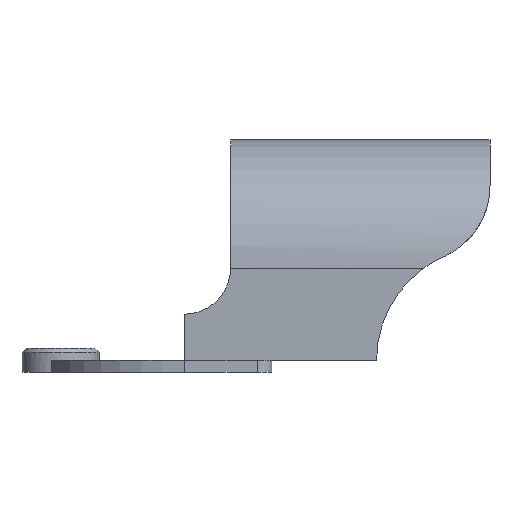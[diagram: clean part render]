
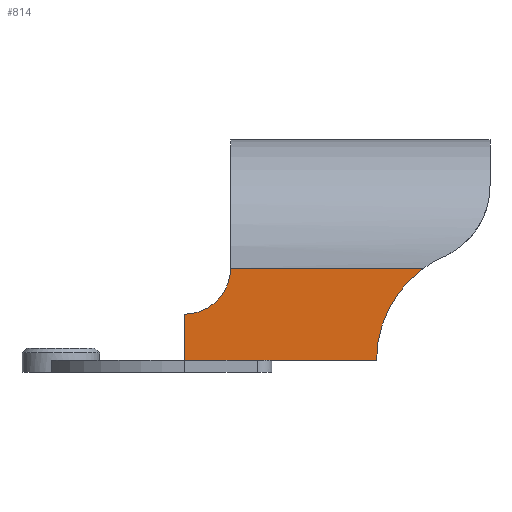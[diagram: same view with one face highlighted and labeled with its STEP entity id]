
A CAD part, left-side view. The second image highlights one B-rep face of the part: STEP entity #814.
In plain terms, the highlighted planar face has unit normal (-1, 0, 0).
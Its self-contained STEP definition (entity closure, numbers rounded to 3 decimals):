
#413 = VERTEX_POINT('',#414);
#414 = CARTESIAN_POINT('',(-53.,-35.691,0.));
#421 = EDGE_CURVE('',#422,#413,#424,.T.);
#422 = VERTEX_POINT('',#423);
#423 = CARTESIAN_POINT('',(-53.,0.,0.));
#424 = LINE('',#425,#426);
#425 = CARTESIAN_POINT('',(-53.,0.,0.));
#426 = VECTOR('',#427,1.);
#427 = DIRECTION('',(0.,-1.,0.));
#795 = EDGE_CURVE('',#796,#422,#798,.T.);
#796 = VERTEX_POINT('',#797);
#797 = CARTESIAN_POINT('',(-53.,0.,19.));
#798 = LINE('',#799,#800);
#799 = CARTESIAN_POINT('',(-53.,0.,38.));
#800 = VECTOR('',#801,1.);
#801 = DIRECTION('',(0.,0.,-1.));
#814 = ADVANCED_FACE('',(#815),#851,.F.);
#815 = FACE_BOUND('',#816,.F.);
#816 = EDGE_LOOP('',(#817,#826,#834,#843,#849,#850));
#817 = ORIENTED_EDGE('',*,*,#818,.F.);
#818 = EDGE_CURVE('',#819,#796,#821,.T.);
#819 = VERTEX_POINT('',#820);
#820 = CARTESIAN_POINT('',(-53.,-19.,38.));
#821 = CIRCLE('',#822,19.);
#822 = AXIS2_PLACEMENT_3D('',#823,#824,#825);
#823 = CARTESIAN_POINT('',(-53.,0.,38.));
#824 = DIRECTION('',(1.,0.,0.));
#825 = DIRECTION('',(0.,1.,0.));
#826 = ORIENTED_EDGE('',*,*,#827,.T.);
#827 = EDGE_CURVE('',#819,#828,#830,.T.);
#828 = VERTEX_POINT('',#829);
#829 = CARTESIAN_POINT('',(-53.,-98.698,38.));
#830 = LINE('',#831,#832);
#831 = CARTESIAN_POINT('',(-53.,0.,38.));
#832 = VECTOR('',#833,1.);
#833 = DIRECTION('',(0.,-1.,0.));
#834 = ORIENTED_EDGE('',*,*,#835,.F.);
#835 = EDGE_CURVE('',#836,#828,#838,.T.);
#836 = VERTEX_POINT('',#837);
#837 = CARTESIAN_POINT('',(-53.,-79.209,0.));
#838 = CIRCLE('',#839,46.791);
#839 = AXIS2_PLACEMENT_3D('',#840,#841,#842);
#840 = CARTESIAN_POINT('',(-53.,-126.,0.));
#841 = DIRECTION('',(1.,0.,0.));
#842 = DIRECTION('',(0.,1.,0.));
#843 = ORIENTED_EDGE('',*,*,#844,.F.);
#844 = EDGE_CURVE('',#413,#836,#845,.T.);
#845 = LINE('',#846,#847);
#846 = CARTESIAN_POINT('',(-53.,0.,0.));
#847 = VECTOR('',#848,1.);
#848 = DIRECTION('',(0.,-1.,0.));
#849 = ORIENTED_EDGE('',*,*,#421,.F.);
#850 = ORIENTED_EDGE('',*,*,#795,.F.);
#851 = PLANE('',#852);
#852 = AXIS2_PLACEMENT_3D('',#853,#854,#855);
#853 = CARTESIAN_POINT('',(-53.,0.,38.));
#854 = DIRECTION('',(1.,0.,0.));
#855 = DIRECTION('',(0.,0.,-1.));
